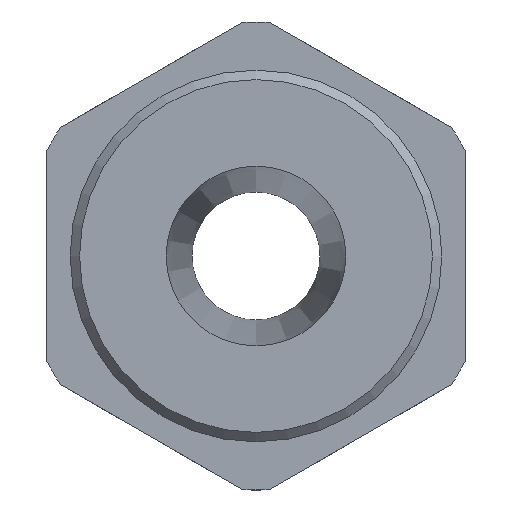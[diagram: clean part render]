
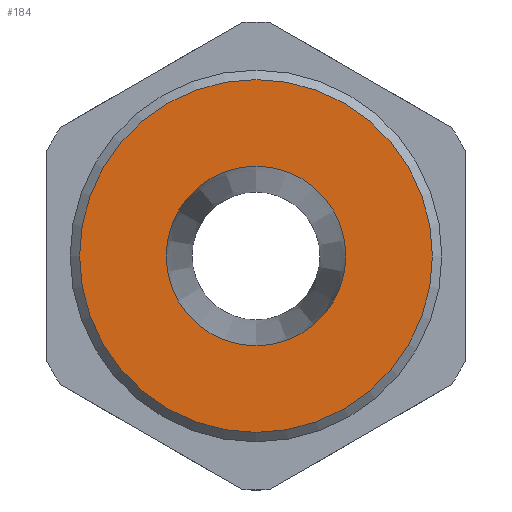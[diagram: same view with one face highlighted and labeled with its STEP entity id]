
A CAD part, left-side view. The second image highlights one B-rep face of the part: STEP entity #184.
In plain terms, the highlighted planar face has unit normal (-1, 0, 0).
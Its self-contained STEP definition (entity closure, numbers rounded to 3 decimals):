
#184 = ADVANCED_FACE( '', ( #405, #406 ), #407, .T. );
#405 = FACE_BOUND( '', #656, .T. );
#406 = FACE_OUTER_BOUND( '', #657, .T. );
#407 = PLANE( '', #658 );
#656 = EDGE_LOOP( '', ( #1133 ) );
#657 = EDGE_LOOP( '', ( #1134 ) );
#658 = AXIS2_PLACEMENT_3D( '', #1135, #1136, #1137 );
#1133 = ORIENTED_EDGE( '', *, *, #1618, .T. );
#1134 = ORIENTED_EDGE( '', *, *, #1454, .F. );
#1135 = CARTESIAN_POINT( '', ( 0., 15.19, 0. ) );
#1136 = DIRECTION( '', ( -1., 0., 0. ) );
#1137 = DIRECTION( '', ( 0., 0., 1. ) );
#1454 = EDGE_CURVE( '', #1728, #1728, #1729, .T. );
#1618 = EDGE_CURVE( '', #1984, #1984, #1985, .T. );
#1728 = VERTEX_POINT( '', #2136 );
#1729 = CIRCLE( '', #2137, 15.19 );
#1984 = VERTEX_POINT( '', #2555 );
#1985 = CIRCLE( '', #2556, 7.738 );
#2136 = CARTESIAN_POINT( '', ( 0., 0., -15.19 ) );
#2137 = AXIS2_PLACEMENT_3D( '', #2709, #2710, #2711 );
#2555 = CARTESIAN_POINT( '', ( 0., 0., -7.738 ) );
#2556 = AXIS2_PLACEMENT_3D( '', #2912, #2913, #2914 );
#2709 = CARTESIAN_POINT( '', ( 0., 0., 0. ) );
#2710 = DIRECTION( '', ( 1., 0., 0. ) );
#2711 = DIRECTION( '', ( 0., 0., -1. ) );
#2912 = CARTESIAN_POINT( '', ( 0., 0., 0. ) );
#2913 = DIRECTION( '', ( 1., 0., 0. ) );
#2914 = DIRECTION( '', ( 0., 0., -1. ) );
